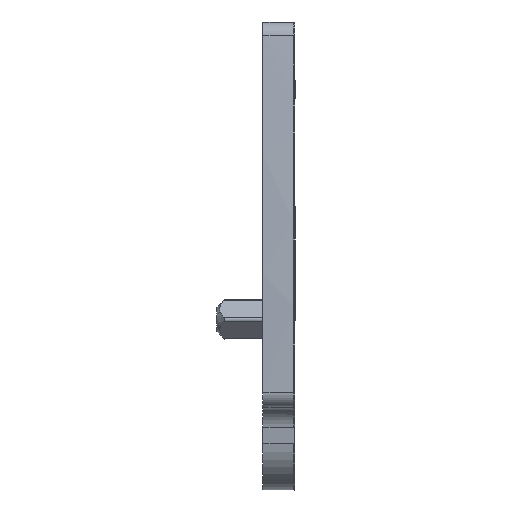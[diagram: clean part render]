
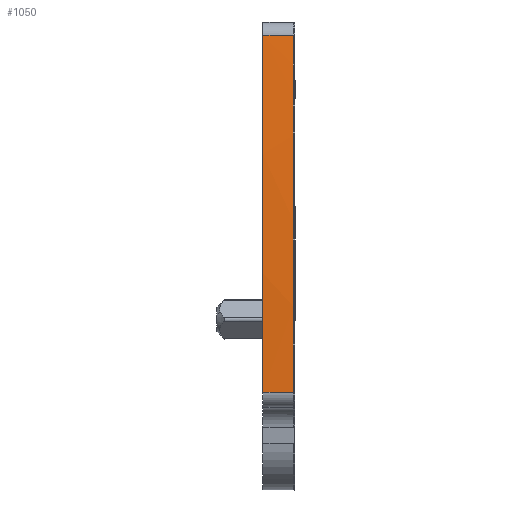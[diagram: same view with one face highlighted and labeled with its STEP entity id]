
A CAD part, front view. The second image highlights one B-rep face of the part: STEP entity #1050.
In plain terms, the highlighted cylindrical face has radius 154.9 mm (diameter 309.8 mm), a partial arc.
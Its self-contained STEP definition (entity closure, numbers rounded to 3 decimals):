
#518=AXIS2_PLACEMENT_3D('Circle Axis2P3D',#516,#517,$) ;
#1023=AXIS2_PLACEMENT_3D('Cylinder Axis2P3D',#1020,#1021,#1022) ;
#1027=AXIS2_PLACEMENT_3D('Circle Axis2P3D',#1025,#1026,$) ;
#1039=AXIS2_PLACEMENT_3D('Circle Axis2P3D',#1037,#1038,$) ;
#40=CARTESIAN_POINT('Vertex',(5.,0.625,23.9)) ;
#45=CARTESIAN_POINT('Line Origine',(5.,0.594,23.55)) ;
#49=CARTESIAN_POINT('Vertex',(5.,0.563,23.2)) ;
#513=CARTESIAN_POINT('Vertex',(3.,0.042,6.377)) ;
#516=CARTESIAN_POINT('Axis2P3D Location',(3.,154.9,10.)) ;
#520=CARTESIAN_POINT('Vertex',(3.,1.261,29.727)) ;
#999=CARTESIAN_POINT('Line Origine',(4.05,1.261,29.727)) ;
#1003=CARTESIAN_POINT('Vertex',(5.,1.261,29.727)) ;
#1020=CARTESIAN_POINT('Axis2P3D Location',(4.05,154.9,10.)) ;
#1025=CARTESIAN_POINT('Axis2P3D Location',(5.,154.9,10.)) ;
#1030=CARTESIAN_POINT('Line Origine',(4.05,0.042,6.377)) ;
#1034=CARTESIAN_POINT('Vertex',(5.,0.042,6.377)) ;
#1037=CARTESIAN_POINT('Axis2P3D Location',(5.,154.9,10.)) ;
#46=DIRECTION('Vector Direction',(0.,0.087,0.996)) ;
#517=DIRECTION('Axis2P3D Direction',(1.,0.,0.)) ;
#1000=DIRECTION('Vector Direction',(1.,0.,0.)) ;
#1021=DIRECTION('Axis2P3D Direction',(1.,0.,0.)) ;
#1022=DIRECTION('Axis2P3D XDirection',(0.,-0.992,0.127)) ;
#1026=DIRECTION('Axis2P3D Direction',(1.,0.,0.)) ;
#1031=DIRECTION('Vector Direction',(1.,0.,0.)) ;
#1038=DIRECTION('Axis2P3D Direction',(1.,0.,0.)) ;
#47=VECTOR('Line Direction',#46,1.) ;
#1001=VECTOR('Line Direction',#1000,1.) ;
#1032=VECTOR('Line Direction',#1031,1.) ;
#1043=ORIENTED_EDGE('',*,*,#1029,.F.) ;
#1044=ORIENTED_EDGE('',*,*,#1005,.F.) ;
#1045=ORIENTED_EDGE('',*,*,#522,.T.) ;
#1046=ORIENTED_EDGE('',*,*,#1036,.T.) ;
#1047=ORIENTED_EDGE('',*,*,#1041,.F.) ;
#1048=ORIENTED_EDGE('',*,*,#51,.F.) ;
#1050=ADVANCED_FACE('72498_ASEP_3C_2-5',(#1049),#1024,.T.) ;
#519=CIRCLE('generated circle',#518,154.9) ;
#1028=CIRCLE('generated circle',#1027,154.9) ;
#1040=CIRCLE('generated circle',#1039,154.9) ;
#1024=CYLINDRICAL_SURFACE('generated cylinder',#1023,154.9) ;
#51=EDGE_CURVE('',#41,#50,#48,.F.) ;
#522=EDGE_CURVE('',#521,#514,#519,.T.) ;
#1005=EDGE_CURVE('',#521,#1004,#1002,.T.) ;
#1029=EDGE_CURVE('',#1004,#41,#1028,.T.) ;
#1036=EDGE_CURVE('',#514,#1035,#1033,.T.) ;
#1041=EDGE_CURVE('',#50,#1035,#1040,.T.) ;
#1042=EDGE_LOOP('',(#1043,#1044,#1045,#1046,#1047,#1048)) ;
#1049=FACE_OUTER_BOUND('',#1042,.T.) ;
#48=LINE('Line',#45,#47) ;
#1002=LINE('Line',#999,#1001) ;
#1033=LINE('Line',#1030,#1032) ;
#41=VERTEX_POINT('',#40) ;
#50=VERTEX_POINT('',#49) ;
#514=VERTEX_POINT('',#513) ;
#521=VERTEX_POINT('',#520) ;
#1004=VERTEX_POINT('',#1003) ;
#1035=VERTEX_POINT('',#1034) ;
